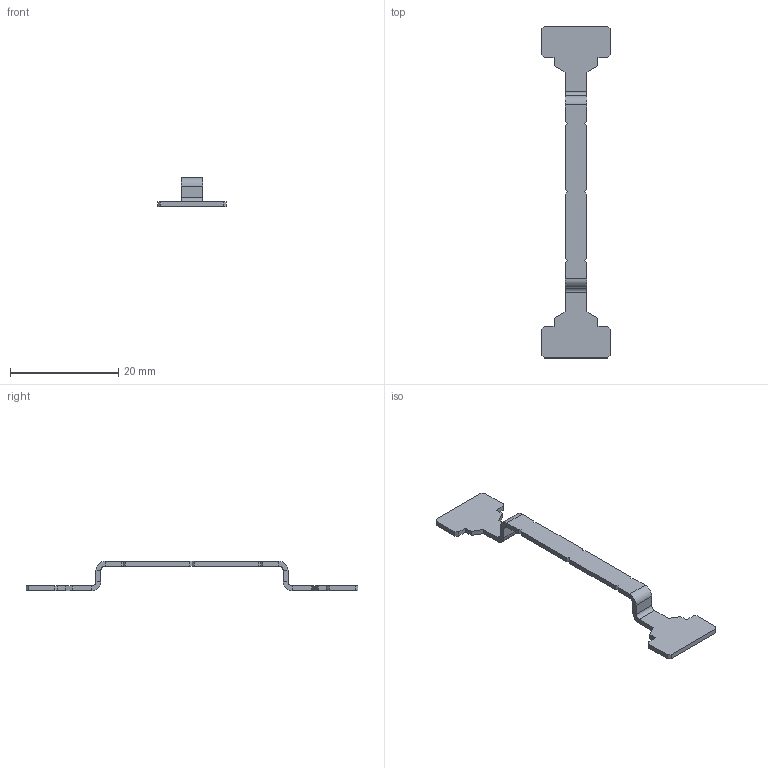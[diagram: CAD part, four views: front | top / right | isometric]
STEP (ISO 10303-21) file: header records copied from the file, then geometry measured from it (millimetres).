
FILE_DESCRIPTION (( 'STEP AP214' ), '1' );
FILE_NAME ('FD_1842309-D_Retainer.STEP', '2020-12-01T17:56:27', ( '' ), ( '' ), 'SwSTEP 2.0', 'SolidWorks 2019', '' );
FILE_SCHEMA (( 'AUTOMOTIVE_DESIGN' ));
Length unit declared in the file: inch
Products named in the file (1): FD_1842309-D_Retainer
Bounding box: 12.7 x 61.47 x 5.41 mm (x, y, z)
Volume: 360.3 mm3; surface area: 948.5 mm2
Topology: 1 solids, 1 shells, 80 faces, 202 edges, 124 vertices
Faces by surface type: plane 72, cylinder 8
Entity records: 2366 total; most frequent: CARTESIAN_POINT 407, ORIENTED_EDGE 404, DIRECTION 380, EDGE_CURVE 202, VECTOR 186, LINE 186, VERTEX_POINT 124, AXIS2_PLACEMENT_3D 97
